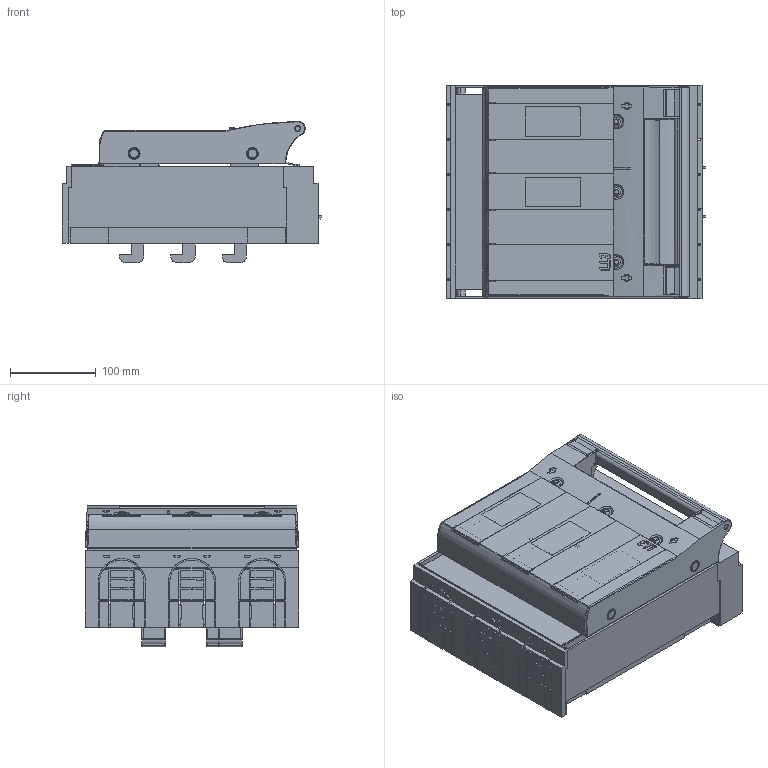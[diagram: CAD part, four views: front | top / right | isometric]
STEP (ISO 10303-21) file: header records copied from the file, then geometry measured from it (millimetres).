
FILE_DESCRIPTION((''),'2;1');
FILE_NAME('KVL-B-3_3P_M10_ASM','2021-11-16T',('marketing.praksa'),('Audax d.o.o.'),'CREO PARAMETRIC BY PTC INC, 2017480','CREO PARAMETRIC BY PTC INC, 2017480','');
FILE_SCHEMA(('AUTOMOTIVE_DESIGN { 1 0 10303 214 1 1 1 1 }'));
Products named in the file (55): 34208_L_SCHEIBE_GR_1_1_2_1; IMPORTED11-5208_1; IMPORTED2-6545_1; IMPORTED15-9227_1; IMPORTED10-12424_1; IMPORTED13-13894_1; IMPORTED12-16438_1; IMPORTED4-22961_1; IMPORTED5-23686_1; IMPORTED6-26845_1; IMPORTED7-30850_1; IMPORTED16-35535_1; IMPORTED14-42832_1; IMPORTED17-50732_1; H-52649_1; IMPORTED19-64960_1; IMPORTED3-66285_1; IMPORTED8-70921_1; IMPORTED18-102439_1; IMPORTED9-103741_1; 34247_L_SCHUTZABDECKUNG_UNTEN_G_ASM; 158648_L_ANSCHLUSSSCHIENE_L2_GR; 158641-01_L_ANSCHLUSSLASCHE_GR3; 158649_L_ANSCHLUSSSCHIENE_L3_GR; 34213_L_SK-MONTAGEHAUBE_1_2_1; 5491_05_KLEMMBUEGEL_KPL_1_2_ASM_ASM; 34245_L01_GEHAEUSE_1; 34206_L01_FRONTPLATTE_GR3_3-POL; IMPORTED20_1; H-3298_1; IMPORTED6-4604_1; IMPORTED5-10614_1; IMPORTED16-11835_1; IMPORTED10-19711_1; IMPORTED17-36143_1; IMPORTED14-39408_1; IMPORTED22_1; IMPORTED11-50002_1; IMPORTED13-54490_1; IMPORTED8-55331_1 ...
Assembly tree (59 placements, depth 3):
  KVL-B-3_3P_M10_ASM
    34208_L_SCHEIBE_GR_1_1_2_1  x2
    34247_L_SCHUTZABDECKUNG_UNTEN_G_ASM
      IMPORTED11-5208_1
      IMPORTED2-6545_1
      IMPORTED15-9227_1
      IMPORTED10-12424_1
      IMPORTED13-13894_1
      IMPORTED12-16438_1
      IMPORTED4-22961_1
      IMPORTED5-23686_1
      IMPORTED6-26845_1
      IMPORTED7-30850_1
      IMPORTED16-35535_1
      IMPORTED14-42832_1
      IMPORTED17-50732_1
      H-52649_1
      IMPORTED19-64960_1
      IMPORTED3-66285_1
      IMPORTED8-70921_1
      IMPORTED18-102439_1
      IMPORTED9-103741_1
    158648_L_ANSCHLUSSSCHIENE_L2_GR
    158641-01_L_ANSCHLUSSLASCHE_GR3  x3
    158649_L_ANSCHLUSSSCHIENE_L3_GR
    5491_05_KLEMMBUEGEL_KPL_1_2_ASM_ASM  x3
      34213_L_SK-MONTAGEHAUBE_1_2_1
    34245_L01_GEHAEUSE_1
    34206_L01_FRONTPLATTE_GR3_3-POL
    34246_L_SCHUTZABDECKUNG_OBEN_GR_ASM
      IMPORTED20_1
      H-3298_1
      IMPORTED6-4604_1
      IMPORTED5-10614_1
      IMPORTED16-11835_1
      IMPORTED10-19711_1
      IMPORTED17-36143_1
      IMPORTED14-39408_1
      IMPORTED22_1
      IMPORTED11-50002_1
      IMPORTED13-54490_1
      IMPORTED8-55331_1
      IMPORTED4-58493_1
      IMPORTED9-63176_1
      IMPORTED7-72822_1
      IMPORTED21_1
      IMPORTED19-85108_1
      IMPORTED15-85809_1
      IMPORTED18-88307_1
      IMPORTED2-89013_1
      IMPORTED12-94721_1
      IMPORTED3-99242_1
    158647_L_ANSCHLUSSSCHIENE_L1_GR
    PRT9575
    PRT9844
Bounding box: 302.76 x 249.5 x 165.22 mm (x, y, z)
Volume: 3058164.6 mm3; surface area: 968188.7 mm2
Topology: 58 solids, 65 shells, 2111 faces, 5964 edges, 3999 vertices
Faces by surface type: plane 1532, cylinder 367, torus 66, bspline 56, extrusion 34, cone 29, sphere 15, revolution 12
Entity records: 103125 total; most frequent: CARTESIAN_POINT 18116, ORIENTED_EDGE 11136, DIRECTION 9548, PRESENTATION_STYLE_ASSIGNMENT 7647, STYLED_ITEM 7647, CURVE_STYLE 5614, EDGE_CURVE 5568, VECTOR 4042
